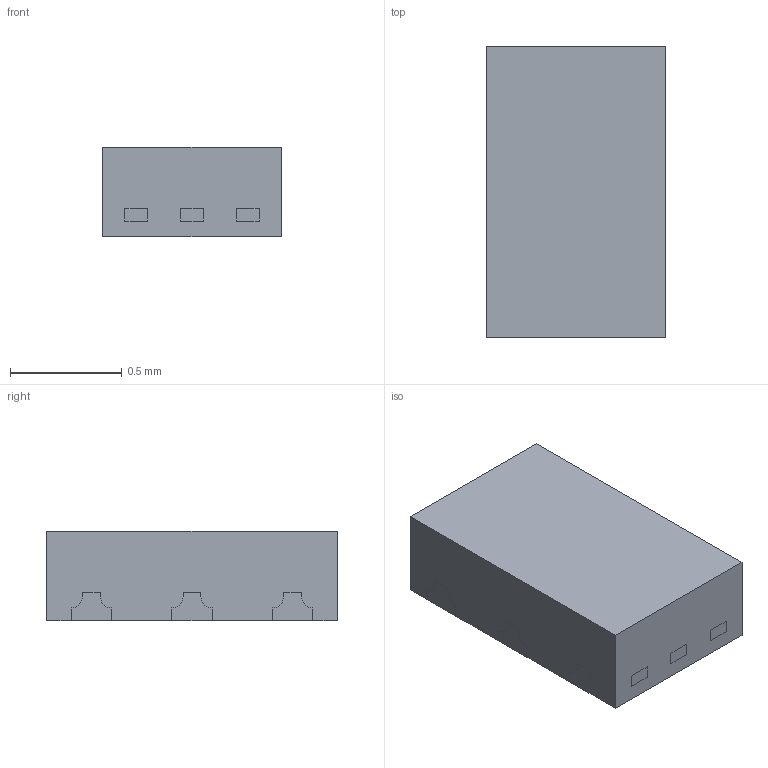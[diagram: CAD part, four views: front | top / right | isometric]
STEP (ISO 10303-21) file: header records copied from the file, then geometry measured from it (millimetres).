
FILE_DESCRIPTION(/* description */ ('Unknown'),/* implementation_level */ '2;1');
FILE_NAME(/* name */ 'DFN1308A-6 3D',/* time_stamp */ '2020-04-22T13:03:10+08:00',/* author */ ('Unknown'),/* organization */ ('Unknown'),/* preprocessor_version */ 'ST-DEVELOPER v16.7',/* originating_system */ 'DEX',/* authorisation */ $);
FILE_SCHEMA (('AUTOMOTIVE_DESIGN {1 0 10303 214 3 1 1}'));
Length unit declared in the file: millimetre
Products named in the file (7): DFN1308A-6 3D; DFN1308A-6 3D_0; DFN1308A-6 3D_1; DFN1308A-6 3D_2; DFN1308A-6 3D_3; DFN1308A-6 3D_4
Assembly tree (6 placements, depth 2):
  DFN1308A-6 3D
    DFN1308A-6 3D
    DFN1308A-6 3D_0
    DFN1308A-6 3D_1
    DFN1308A-6 3D_2
    DFN1308A-6 3D_3
    DFN1308A-6 3D_4
Bounding box: 0.8 x 1.3 x 0.4 mm (x, y, z)
Volume: 0.4 mm3; surface area: 7.3 mm2
Topology: 6 solids, 6 shells, 196 faces, 576 edges, 384 vertices
Faces by surface type: plane 170, cylinder 26
Entity records: 7334 total; most frequent: CARTESIAN_POINT 1163, ORIENTED_EDGE 1152, DIRECTION 1034, EDGE_CURVE 576, LINE 524, VECTOR 524, VERTEX_POINT 384, AXIS2_PLACEMENT_3D 255
